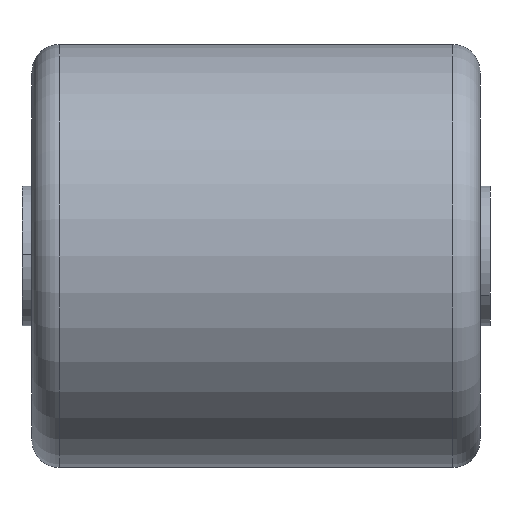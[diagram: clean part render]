
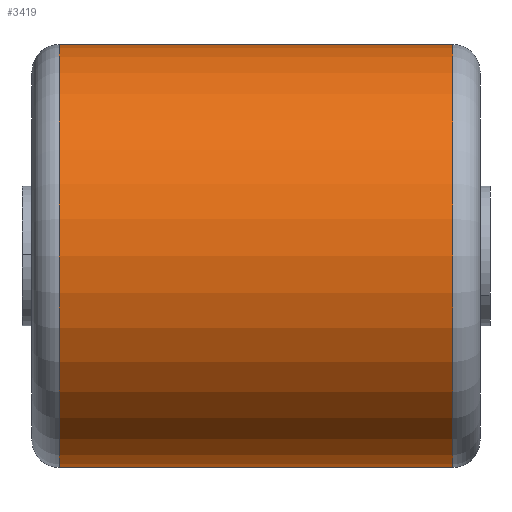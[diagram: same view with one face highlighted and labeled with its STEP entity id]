
A CAD part, front view. The second image highlights one B-rep face of the part: STEP entity #3419.
In plain terms, the highlighted cylindrical face has radius 42.5 mm (diameter 85 mm), a partial arc.
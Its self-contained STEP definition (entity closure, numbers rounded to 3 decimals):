
#37 = LINE ( 'NONE', #2416, #2609 ) ;
#65 = DIRECTION ( 'NONE',  ( -1., 0., 0. ) ) ;
#256 = DIRECTION ( 'NONE',  ( -1., 0., 0. ) ) ;
#525 = AXIS2_PLACEMENT_3D ( 'NONE', #3928, #2204, #932 ) ;
#583 = CARTESIAN_POINT ( 'NONE',  ( -57.637, 0., 291.987 ) ) ;
#587 = AXIS2_PLACEMENT_3D ( 'NONE', #583, #1429, #1465 ) ;
#683 = VERTEX_POINT ( 'NONE', #1681 ) ;
#856 = VERTEX_POINT ( 'NONE', #2290 ) ;
#863 = DIRECTION ( 'NONE',  ( 0., 0., -1. ) ) ;
#932 = DIRECTION ( 'NONE',  ( 0., 0., 1. ) ) ;
#1081 = ORIENTED_EDGE ( 'NONE', *, *, #5144, .T. ) ;
#1418 = VECTOR ( 'NONE', #65, 1000. ) ;
#1429 = DIRECTION ( 'NONE',  ( -1., 0., 0. ) ) ;
#1465 = DIRECTION ( 'NONE',  ( 0., 0., 1. ) ) ;
#1636 = DIRECTION ( 'NONE',  ( 1., 0., 0. ) ) ;
#1681 = CARTESIAN_POINT ( 'NONE',  ( 39.5, 0., 249.487 ) ) ;
#1896 = CIRCLE ( 'NONE', #5185, 42.5 ) ;
#2204 = DIRECTION ( 'NONE',  ( -1., 0., 0. ) ) ;
#2222 = CARTESIAN_POINT ( 'NONE',  ( 39.5, 0., 334.487 ) ) ;
#2266 = EDGE_CURVE ( 'NONE', #2675, #856, #1896, .T. ) ;
#2290 = CARTESIAN_POINT ( 'NONE',  ( -39.5, 0., 249.487 ) ) ;
#2298 = CARTESIAN_POINT ( 'NONE',  ( -39.5, 0., 291.987 ) ) ;
#2416 = CARTESIAN_POINT ( 'NONE',  ( -57.637, 0., 249.487 ) ) ;
#2609 = VECTOR ( 'NONE', #256, 1000. ) ;
#2675 = VERTEX_POINT ( 'NONE', #4587 ) ;
#2868 = ORIENTED_EDGE ( 'NONE', *, *, #4075, .T. ) ;
#3140 = CARTESIAN_POINT ( 'NONE',  ( -57.637, 0., 334.487 ) ) ;
#3419 = ADVANCED_FACE ( 'NONE', ( #3579 ), #3780, .T. ) ;
#3579 = FACE_OUTER_BOUND ( 'NONE', #4504, .T. ) ;
#3644 = EDGE_CURVE ( 'NONE', #683, #856, #37, .T. ) ;
#3671 = LINE ( 'NONE', #3140, #1418 ) ;
#3780 = CYLINDRICAL_SURFACE ( 'NONE', #587, 42.5 ) ;
#3928 = CARTESIAN_POINT ( 'NONE',  ( 39.5, 0., 291.987 ) ) ;
#3976 = VERTEX_POINT ( 'NONE', #2222 ) ;
#4075 = EDGE_CURVE ( 'NONE', #3976, #2675, #3671, .T. ) ;
#4117 = ORIENTED_EDGE ( 'NONE', *, *, #3644, .F. ) ;
#4451 = ORIENTED_EDGE ( 'NONE', *, *, #2266, .T. ) ;
#4504 = EDGE_LOOP ( 'NONE', ( #4117, #1081, #2868, #4451 ) ) ;
#4587 = CARTESIAN_POINT ( 'NONE',  ( -39.5, 0., 334.487 ) ) ;
#5144 = EDGE_CURVE ( 'NONE', #683, #3976, #5334, .T. ) ;
#5185 = AXIS2_PLACEMENT_3D ( 'NONE', #2298, #1636, #863 ) ;
#5334 = CIRCLE ( 'NONE', #525, 42.5 ) ;
